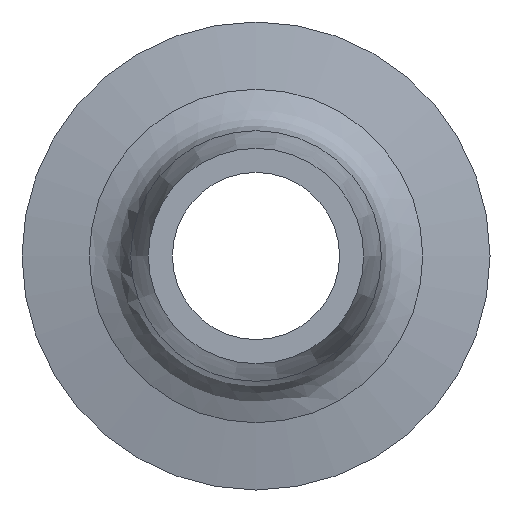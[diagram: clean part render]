
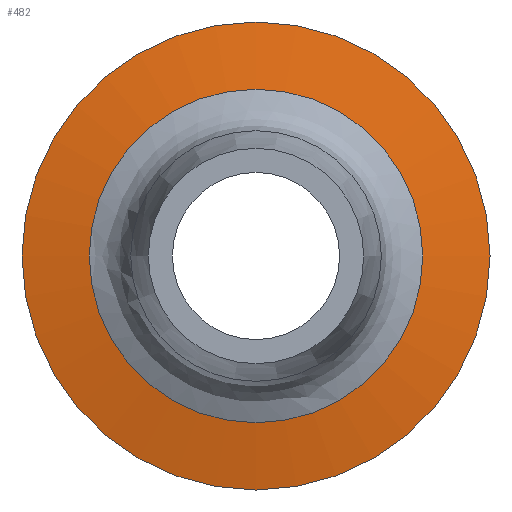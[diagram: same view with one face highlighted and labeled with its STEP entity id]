
A CAD part, left-side view. The second image highlights one B-rep face of the part: STEP entity #482.
In plain terms, the highlighted conical face has half-angle 80 degrees and reference radius 11.989 mm.
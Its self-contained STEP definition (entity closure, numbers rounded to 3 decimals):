
#428=CARTESIAN_POINT('',(12.0,14.,0.0));
#429=VERTEX_POINT('',#428);
#430=CARTESIAN_POINT('',(12.0,0.0,0.0));
#431=DIRECTION('',(1.0,0.0,0.0));
#432=DIRECTION('',(0.0,1.0,0.0));
#433=AXIS2_PLACEMENT_3D('',#430,#431,#432);
#434=CIRCLE('',#433,14.);
#435=EDGE_CURVE('',#429,#429,#434,.T.);
#463=CARTESIAN_POINT('',(12.355,0.0,0.0));
#464=DIRECTION('',(-1.0,0.0,0.0));
#465=DIRECTION('',(0.0,1.0,0.0));
#466=AXIS2_PLACEMENT_3D('',#463,#464,#465);
#467=CONICAL_SURFACE('',#466,11.99,80.);
#468=CARTESIAN_POINT('',(12.709,9.979,0.0));
#469=VERTEX_POINT('',#468);
#470=CARTESIAN_POINT('',(12.709,0.0,0.0));
#471=DIRECTION('',(1.0,0.0,0.0));
#472=DIRECTION('',(0.0,1.0,0.0));
#473=AXIS2_PLACEMENT_3D('',#470,#471,#472);
#474=CIRCLE('',#473,9.979);
#475=EDGE_CURVE('',#469,#469,#474,.T.);
#476=ORIENTED_EDGE('',*,*,#475,.F.);
#477=EDGE_LOOP('',(#476));
#478=FACE_OUTER_BOUND('',#477,.T.);
#479=ORIENTED_EDGE('',*,*,#435,.T.);
#480=EDGE_LOOP('',(#479));
#481=FACE_BOUND('',#480,.T.);
#482=ADVANCED_FACE('',(#478,#481),#467,.T.);
